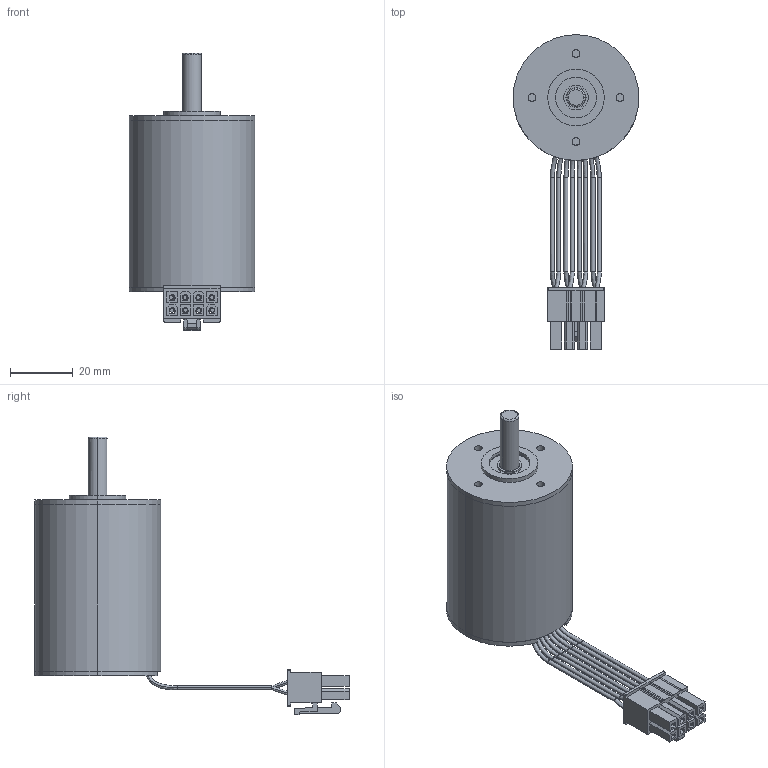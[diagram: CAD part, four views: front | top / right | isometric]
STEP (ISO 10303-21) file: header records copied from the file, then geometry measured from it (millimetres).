
FILE_DESCRIPTION (( 'STEP AP214' ), '1' );
FILE_NAME ('ECi4056.STEP', '2025-12-01T01:27:03', ( '' ), ( '' ), 'SwSTEP 2.0', 'SolidWorks 2023', '' );
FILE_SCHEMA (( 'AUTOMOTIVE_DESIGN' ));
Length unit declared in the file: millimetre
Products named in the file (1): ECi4056
Bounding box: 40 x 100 x 88.4 mm (x, y, z)
Volume: 15717 mm3; surface area: 28453.9 mm2
Topology: 14 solids, 14 shells, 607 faces, 1518 edges, 976 vertices
Faces by surface type: plane 441, cylinder 110, bspline 32, cone 14, torus 10
Entity records: 21489 total; most frequent: CARTESIAN_POINT 6800, ORIENTED_EDGE 3036, DIRECTION 2885, EDGE_CURVE 1518, LINE 1167, VECTOR 1167, VERTEX_POINT 976, AXIS2_PLACEMENT_3D 859
